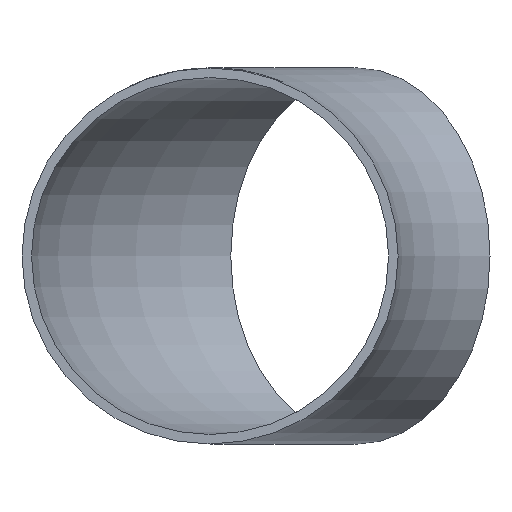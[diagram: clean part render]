
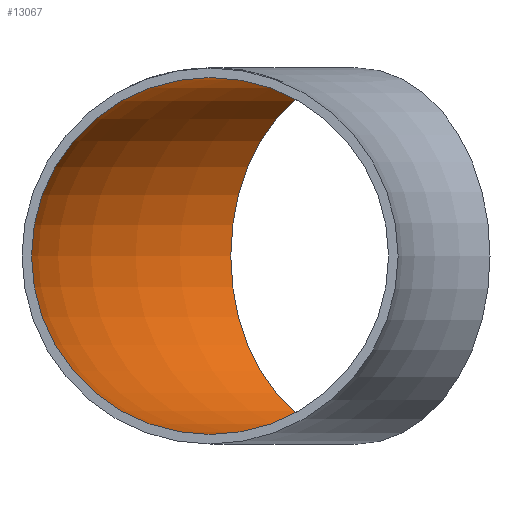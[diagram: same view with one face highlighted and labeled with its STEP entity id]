
A CAD part, front view. The second image highlights one B-rep face of the part: STEP entity #13067.
In plain terms, the highlighted toroidal (fillet/blend) face has major radius 152.5 mm and minor radius 54.25 mm.
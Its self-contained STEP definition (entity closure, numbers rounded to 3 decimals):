
#658 = VERTEX_POINT ( 'NONE', #1965 ) ;
#1836 = CIRCLE ( 'NONE', #7507, 54.25 ) ;
#1965 = CARTESIAN_POINT ( 'NONE',  ( -146.194, 146.194, 0. ) ) ;
#2916 = DIRECTION ( 'NONE',  ( 0.707, 0.707, 0. ) ) ;
#4795 = FACE_OUTER_BOUND ( 'NONE', #4835, .T. ) ;
#4817 = CARTESIAN_POINT ( 'NONE',  ( -152.5, 0., 54.25 ) ) ;
#4835 = EDGE_LOOP ( 'NONE', ( #10509 ) ) ;
#5571 = CIRCLE ( 'NONE', #8836, 54.25 ) ;
#7507 = AXIS2_PLACEMENT_3D ( 'NONE', #13223, #2916, #8084 ) ;
#7844 = ORIENTED_EDGE ( 'NONE', *, *, #16665, .F. ) ;
#8084 = DIRECTION ( 'NONE',  ( -0.707, 0.707, 0. ) ) ;
#8836 = AXIS2_PLACEMENT_3D ( 'NONE', #9200, #11776, #10482 ) ;
#9200 = CARTESIAN_POINT ( 'NONE',  ( -152.5, 0., 0. ) ) ;
#9394 = TOROIDAL_SURFACE ( 'NONE', #12687, 152.5, 54.25 ) ;
#9730 = DIRECTION ( 'NONE',  ( 0., 0., -1. ) ) ;
#10482 = DIRECTION ( 'NONE',  ( 0., 0., 1. ) ) ;
#10509 = ORIENTED_EDGE ( 'NONE', *, *, #14165, .T. ) ;
#10662 = EDGE_LOOP ( 'NONE', ( #7844 ) ) ;
#11356 = DIRECTION ( 'NONE',  ( -1., 0., 0. ) ) ;
#11776 = DIRECTION ( 'NONE',  ( 0., 1., 0. ) ) ;
#12647 = CARTESIAN_POINT ( 'NONE',  ( 0., 0., 0. ) ) ;
#12671 = VERTEX_POINT ( 'NONE', #4817 ) ;
#12687 = AXIS2_PLACEMENT_3D ( 'NONE', #12647, #9730, #11356 ) ;
#13067 = ADVANCED_FACE ( 'NONE', ( #4795, #13596 ), #9394, .F. ) ;
#13223 = CARTESIAN_POINT ( 'NONE',  ( -107.834, 107.834, 0. ) ) ;
#13596 = FACE_OUTER_BOUND ( 'NONE', #10662, .T. ) ;
#14165 = EDGE_CURVE ( 'NONE', #658, #658, #1836, .T. ) ;
#16665 = EDGE_CURVE ( 'NONE', #12671, #12671, #5571, .T. ) ;
